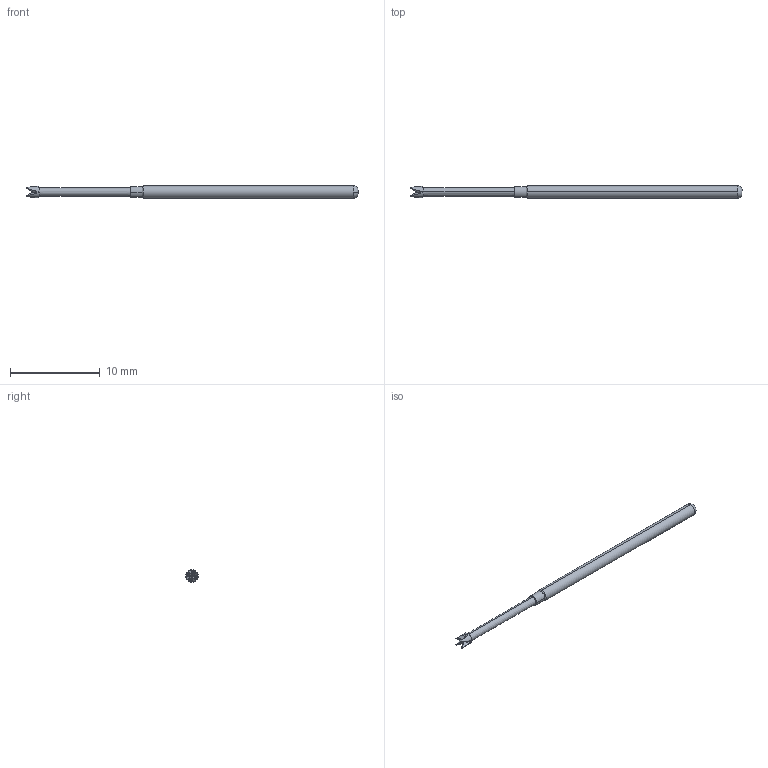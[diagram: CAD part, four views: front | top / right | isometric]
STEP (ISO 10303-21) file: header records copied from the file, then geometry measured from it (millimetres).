
FILE_DESCRIPTION (( 'STEP AP214' ), '1' );
FILE_NAME ('100-PR_4094_-S.STEP', '2019-12-17T23:10:03', ( '' ), ( '' ), 'SwSTEP 2.0', 'SolidWorks 2018', '' );
FILE_SCHEMA (( 'AUTOMOTIVE_DESIGN' ));
Length unit declared in the file: inch
Products named in the file (1): 100-PR_4094_-S
Bounding box: 37.08 x 1.37 x 1.37 mm (x, y, z)
Volume: 44.7 mm3; surface area: 146.4 mm2
Topology: 1 solids, 1 shells, 58 faces, 144 edges, 89 vertices
Faces by surface type: bspline 32, cone 12, cylinder 6, plane 6, torus 2
Entity records: 7064 total; most frequent: CARTESIAN_POINT 5162, ORIENTED_EDGE 288, EDGE_CURVE 144, DIRECTION 132, B_SPLINE_CURVE_WITH_KNOTS 98, VERTEX_POINT 89, LENGTH_MEASURE_WITH_UNIT 61, UNCERTAINTY_MEASURE_WITH_UNIT 61
